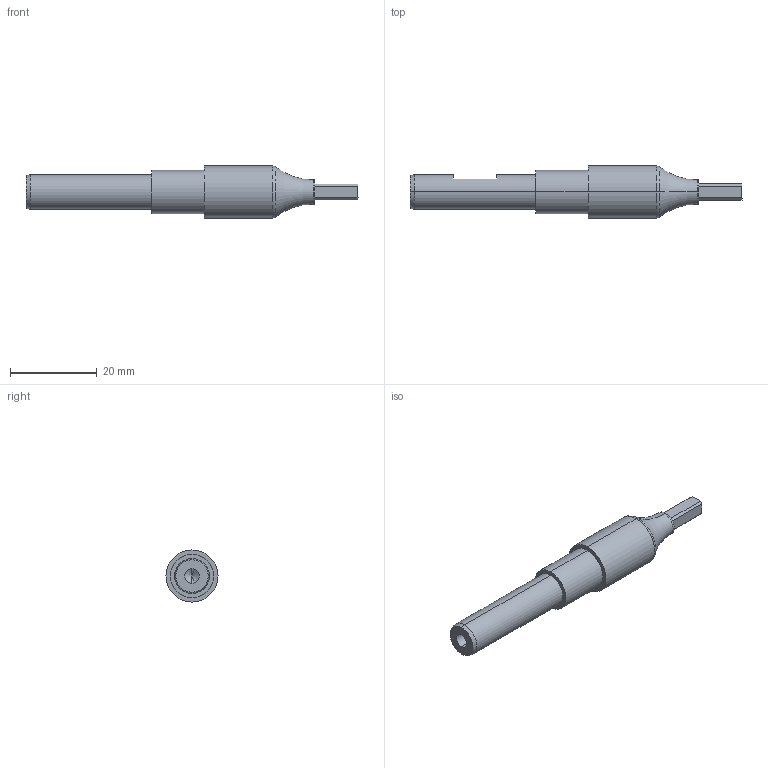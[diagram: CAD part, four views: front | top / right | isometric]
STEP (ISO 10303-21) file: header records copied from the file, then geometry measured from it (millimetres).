
FILE_DESCRIPTION (( 'STEP AP214' ), '1' );
FILE_NAME ('bau0213105390.step', '2023-07-20T05:45:59', ( '' ), ( '' ), 'SwSTEP 2.0', 'SolidWorks 2022', '' );
FILE_SCHEMA (( 'AUTOMOTIVE_DESIGN' ));
Length unit declared in the file: millimetre
Products named in the file (1): bau0213105390
Bounding box: 76.45 x 12 x 12 mm (x, y, z)
Volume: 4653.5 mm3; surface area: 2345.2 mm2
Topology: 1 solids, 1 shells, 34 faces, 74 edges, 45 vertices
Faces by surface type: plane 16, cylinder 10, cone 4, torus 4
Entity records: 970 total; most frequent: DIRECTION 172, CARTESIAN_POINT 152, ORIENTED_EDGE 144, EDGE_CURVE 72, AXIS2_PLACEMENT_3D 65, VERTEX_POINT 45, LINE 42, VECTOR 42
